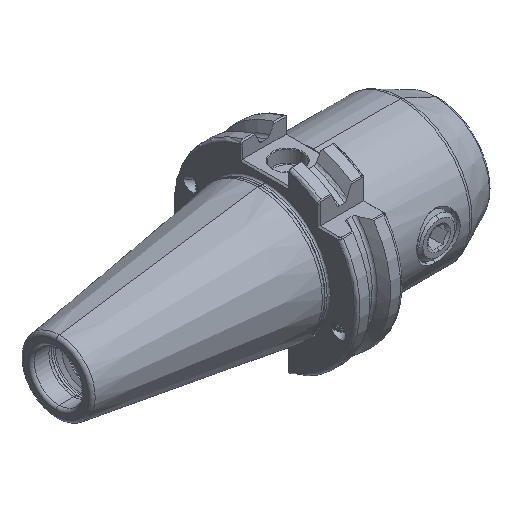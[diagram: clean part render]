
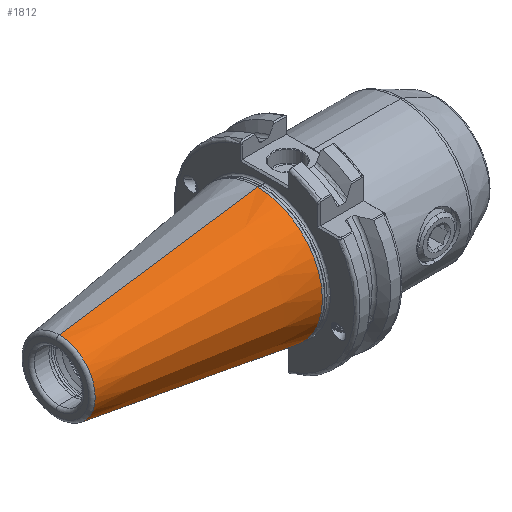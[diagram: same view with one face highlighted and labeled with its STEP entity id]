
A CAD part, isometric view. The second image highlights one B-rep face of the part: STEP entity #1812.
In plain terms, the highlighted conical face has half-angle 8.297 degrees and reference radius 22.692 mm.
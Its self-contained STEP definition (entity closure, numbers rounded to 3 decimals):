
#123 = CARTESIAN_POINT ( 'NONE',  ( -2.5, 0., 22.327 ) ) ;
#145 = CARTESIAN_POINT ( 'NONE',  ( -70.573, 0., -12.4 ) ) ;
#152 = CARTESIAN_POINT ( 'NONE',  ( -2.5, 0., -22.327 ) ) ;
#162 = CARTESIAN_POINT ( 'NONE',  ( -70.573, 0., 12.4 ) ) ;
#587 = DIRECTION ( 'NONE',  ( 0.99, 0., 0.144 ) ) ;
#602 = CARTESIAN_POINT ( 'NONE',  ( 0., 0., -22.692 ) ) ;
#606 = DIRECTION ( 'NONE',  ( 0.99, 0., -0.144 ) ) ;
#1812 = ADVANCED_FACE ( 'NONE', ( #2195 ), #2253, .T. ) ;
#1881 = ORIENTED_EDGE ( 'NONE', *, *, #25816, .T. ) ;
#2195 = FACE_OUTER_BOUND ( 'NONE', #7317, .T. ) ;
#2253 = CONICAL_SURFACE ( 'NONE', #10905, 22.692, 0.145 ) ;
#2433 = CIRCLE ( 'NONE', #5513, 22.327 ) ;
#2486 = CIRCLE ( 'NONE', #5503, 12.4 ) ;
#4903 = EDGE_CURVE ( 'NONE', #25286, #25287, #2433, .T. ) ;
#4939 = EDGE_CURVE ( 'NONE', #25268, #25263, #2486, .T. ) ;
#5503 = AXIS2_PLACEMENT_3D ( 'NONE', #24275, #24280, #24257 ) ;
#5513 = AXIS2_PLACEMENT_3D ( 'NONE', #23816, #23815, #23793 ) ;
#6554 = CARTESIAN_POINT ( 'NONE',  ( 0., 0., 22.692 ) ) ;
#7317 = EDGE_LOOP ( 'NONE', ( #28464, #28459, #1881, #28460 ) ) ;
#10489 = LINE ( 'NONE', #602, #10505 ) ;
#10495 = LINE ( 'NONE', #6554, #10508 ) ;
#10505 = VECTOR ( 'NONE', #606, 1000. ) ;
#10508 = VECTOR ( 'NONE', #587, 1000. ) ;
#10905 = AXIS2_PLACEMENT_3D ( 'NONE', #17849, #17822, #17811 ) ;
#17811 = DIRECTION ( 'NONE',  ( 0., 0., -1. ) ) ;
#17822 = DIRECTION ( 'NONE',  ( 1., 0., 0. ) ) ;
#17849 = CARTESIAN_POINT ( 'NONE',  ( 0., 0., 0. ) ) ;
#23793 = DIRECTION ( 'NONE',  ( 0., 0., -1. ) ) ;
#23815 = DIRECTION ( 'NONE',  ( 1., 0., 0. ) ) ;
#23816 = CARTESIAN_POINT ( 'NONE',  ( -2.5, 0., 0. ) ) ;
#24257 = DIRECTION ( 'NONE',  ( 0., 0., 1. ) ) ;
#24275 = CARTESIAN_POINT ( 'NONE',  ( -70.573, 0., 0. ) ) ;
#24280 = DIRECTION ( 'NONE',  ( 1., 0., 0. ) ) ;
#25263 = VERTEX_POINT ( 'NONE', #145 ) ;
#25268 = VERTEX_POINT ( 'NONE', #162 ) ;
#25286 = VERTEX_POINT ( 'NONE', #123 ) ;
#25287 = VERTEX_POINT ( 'NONE', #152 ) ;
#25816 = EDGE_CURVE ( 'NONE', #25263, #25287, #10489, .T. ) ;
#25825 = EDGE_CURVE ( 'NONE', #25268, #25286, #10495, .T. ) ;
#28459 = ORIENTED_EDGE ( 'NONE', *, *, #4939, .T. ) ;
#28460 = ORIENTED_EDGE ( 'NONE', *, *, #4903, .F. ) ;
#28464 = ORIENTED_EDGE ( 'NONE', *, *, #25825, .F. ) ;
